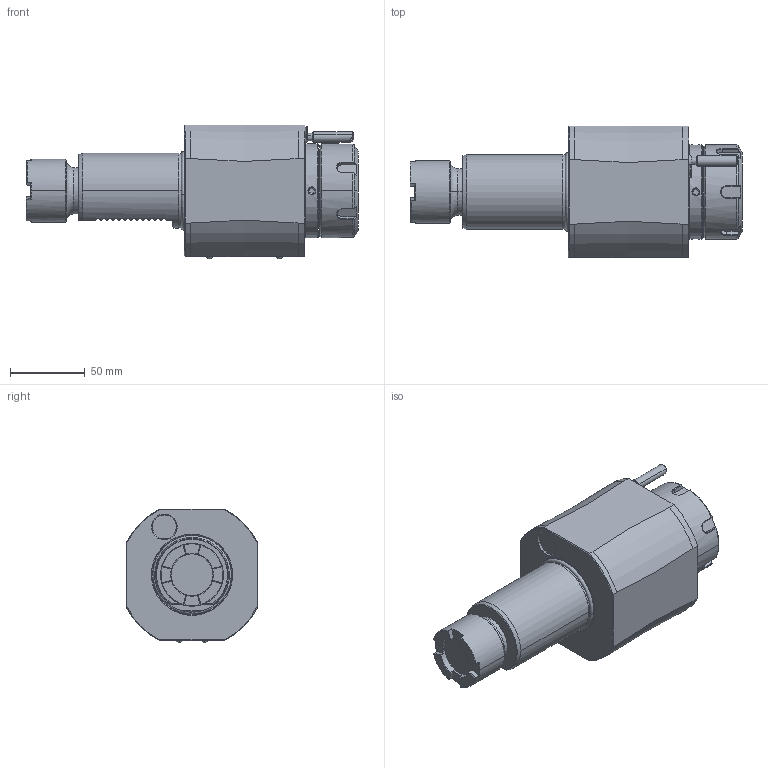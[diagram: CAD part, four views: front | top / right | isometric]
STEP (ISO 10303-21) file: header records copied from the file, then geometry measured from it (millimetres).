
FILE_DESCRIPTION((''),'2;1');
FILE_NAME('NGT1_50_141_40_1JA','2020-07-06T',('vali'),('NOVA GRUP'),'PRO/ENGINEER BY PARAMETRIC TECHNOLOGY CORPORATION, 2010280','PRO/ENGINEER BY PARAMETRIC TECHNOLOGY CORPORATION, 2010280','');
FILE_SCHEMA(('CONFIG_CONTROL_DESIGN'));
Length unit declared in the file: millimetre
Products named in the file (1): NGT1_50_141_40_1JA
Bounding box: 222.1 x 88 x 89.6 mm (x, y, z)
Volume: 826861.1 mm3; surface area: 68983.7 mm2
Topology: 1 solids, 1 shells, 317 faces, 817 edges, 514 vertices
Faces by surface type: plane 124, cylinder 63, cone 53, bspline 50, torus 21, sphere 6
Entity records: 14020 total; most frequent: CARTESIAN_POINT 6946, ORIENTED_EDGE 1626, DIRECTION 1215, EDGE_CURVE 813, VERTEX_POINT 514, AXIS2_PLACEMENT_3D 468, EDGE_LOOP 333, B_SPLINE_CURVE_WITH_KNOTS 333
